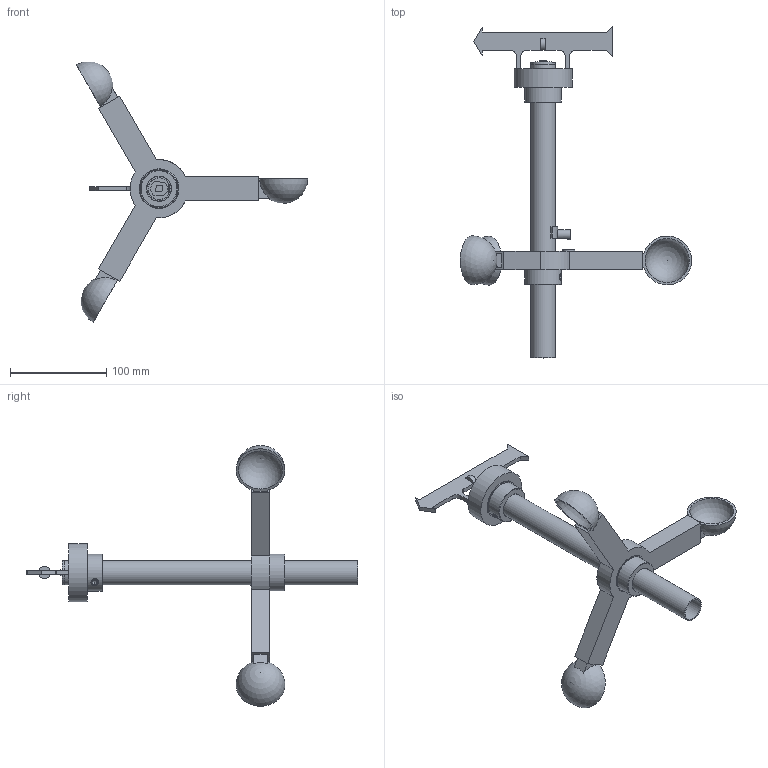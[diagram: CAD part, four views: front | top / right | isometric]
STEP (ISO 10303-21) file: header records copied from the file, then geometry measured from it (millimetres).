
FILE_DESCRIPTION(/* description */ (''),/* implementation_level */ '2;1');
FILE_NAME(/* name */ 'weathervane.stp',/* time_stamp */ '2017-12-06T15:33:40-05:00',/* author */ ('reubenrappaport'),/* organization */ (''),/* preprocessor_version */ 'ST-DEVELOPER v16.1',/* originating_system */ 'Autodesk Inventor 2016',/* authorisation */ '');
FILE_SCHEMA (('AUTOMOTIVE_DESIGN { 1 0 10303 214 3 1 1 }'));
Length unit declared in the file: inch
Products named in the file (15): shaft; arrow; arrow_mount; 6455K880_GENERAL PURPOSE PLASTIC BALL BEARING; magnet; arrow_assembly; wind_cup_center; wind_cup; wind_cup_assembly; 9414T190_SET SCREW SHAFT COLLAR; hall_effect_sensor; hall_effect_mount; encoder_mount; encoder; weathervane
Assembly tree (19 placements, depth 3):
  weathervane
    shaft
    arrow_assembly
      arrow
      arrow_mount
      6455K880_GENERAL PURPOSE PLASTIC BALL BEARING
      magnet
    wind_cup_assembly
      wind_cup_center
      wind_cup  x3
      6455K880_GENERAL PURPOSE PLASTIC BALL BEARING
      magnet
    9414T190_SET SCREW SHAFT COLLAR  x2
    hall_effect_sensor
    hall_effect_mount
    encoder_mount
    encoder
Bounding box: 240.26 x 344.74 x 270.53 mm (x, y, z)
Volume: 279674.8 mm3; surface area: 155360.3 mm2
Topology: 47 solids, 47 shells, 286 faces, 652 edges, 428 vertices
Faces by surface type: plane 172, cylinder 52, sphere 30, cone 18, torus 14
Full cylindrical faces by diameter (mm): 7.938 x4, 9.525 x1, 12.7 x2, 12.827 x3, 22.352 x1, 22.86 x1, 25.4 x6, 26.28 x4, 30.825 x4, 35.85 x4, 36.195 x2, 38.1 x2, 41.275 x4, 60.325 x1
Entity records: 6120 total; most frequent: CARTESIAN_POINT 1154, DIRECTION 997, ORIENTED_EDGE 814, EDGE_CURVE 407, AXIS2_PLACEMENT_3D 351, VERTEX_POINT 310, LINE 295, VECTOR 295
